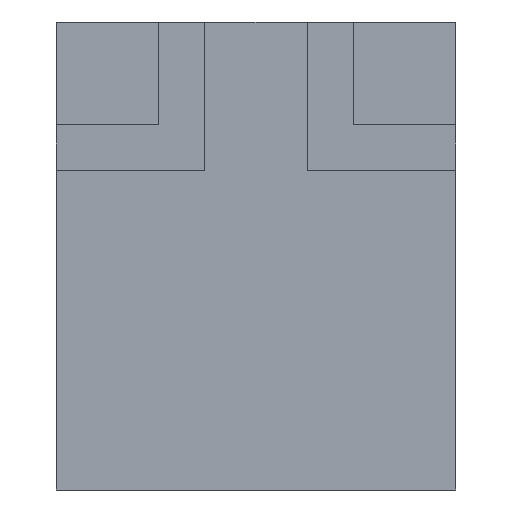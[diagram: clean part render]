
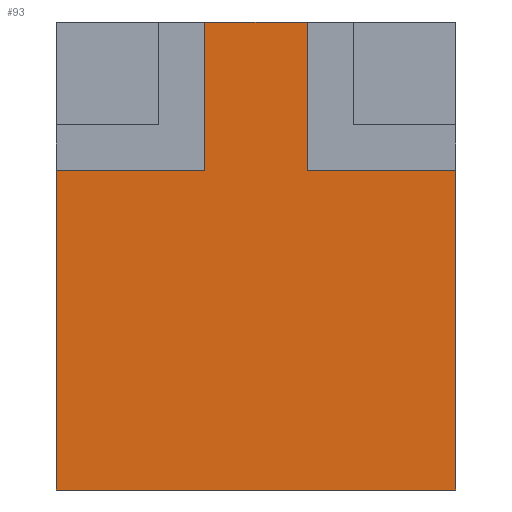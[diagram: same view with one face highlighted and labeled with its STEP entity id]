
A CAD part, front view. The second image highlights one B-rep face of the part: STEP entity #93.
In plain terms, the highlighted planar face has unit normal (0, -1, 0).
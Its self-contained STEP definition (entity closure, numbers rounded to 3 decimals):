
#93=ADVANCED_FACE('',(#3113),#3115,.F.);
#3113=FACE_BOUND('',#3114,.T.);
#3114=EDGE_LOOP('',(#8211,#8212,#8213,#8214,#8215,#8216,#8217,#8218));
#3115=PLANE('',#3116);
#3116=AXIS2_PLACEMENT_3D('',#3117,#3118,#3119);
#3117=CARTESIAN_POINT('',(-3.5,-1.8,8.2));
#3118=DIRECTION('',(0.,1.,0.));
#3119=DIRECTION('',(0.,-0.,1.));
#8211=ORIENTED_EDGE('',*,*,#9994,.F.);
#8212=ORIENTED_EDGE('',*,*,#9995,.F.);
#8213=ORIENTED_EDGE('',*,*,#9996,.F.);
#8214=ORIENTED_EDGE('',*,*,#9997,.F.);
#8215=ORIENTED_EDGE('',*,*,#9998,.F.);
#8216=ORIENTED_EDGE('',*,*,#9999,.F.);
#8217=ORIENTED_EDGE('',*,*,#9985,.T.);
#8218=ORIENTED_EDGE('',*,*,#10000,.T.);
#9985=EDGE_CURVE('',#11109,#11114,#11116,.T.);
#9994=EDGE_CURVE('',#11133,#11134,#11135,.T.);
#9995=EDGE_CURVE('',#11136,#11133,#11137,.T.);
#9996=EDGE_CURVE('',#11138,#11136,#11139,.T.);
#9997=EDGE_CURVE('',#11140,#11138,#11141,.T.);
#9998=EDGE_CURVE('',#11142,#11140,#11143,.T.);
#9999=EDGE_CURVE('',#11109,#11142,#11144,.T.);
#10000=EDGE_CURVE('',#11114,#11134,#11145,.T.);
#11109=VERTEX_POINT('',#15383);
#11114=VERTEX_POINT('',#15394);
#11116=LINE('',#15398,#15399);
#11133=VERTEX_POINT('',#15433);
#11134=VERTEX_POINT('',#15434);
#11135=LINE('',#15435,#15436);
#11136=VERTEX_POINT('',#15438);
#11137=LINE('',#15439,#15440);
#11138=VERTEX_POINT('',#15442);
#11139=LINE('',#15443,#15444);
#11140=VERTEX_POINT('',#15446);
#11141=LINE('',#15447,#15448);
#11142=VERTEX_POINT('',#15450);
#11143=LINE('',#15451,#15452);
#11144=LINE('',#15454,#15455);
#11145=LINE('',#15457,#15458);
#15383=CARTESIAN_POINT('',(-3.5,-1.8,5.6));
#15394=CARTESIAN_POINT('',(-3.5,-1.8,0.));
#15398=CARTESIAN_POINT('',(-3.5,-1.8,5.6));
#15399=VECTOR('',#15400,1.);
#15400=DIRECTION('',(0.,0.,-1.));
#15433=CARTESIAN_POINT('',(3.5,-1.8,5.6));
#15434=CARTESIAN_POINT('',(3.5,-1.8,0.));
#15435=CARTESIAN_POINT('',(3.5,-1.8,5.6));
#15436=VECTOR('',#15437,1.);
#15437=DIRECTION('',(0.,0.,-1.));
#15438=CARTESIAN_POINT('',(0.9,-1.8,5.6));
#15439=CARTESIAN_POINT('',(0.9,-1.8,5.6));
#15440=VECTOR('',#15441,1.);
#15441=DIRECTION('',(1.,0.,0.));
#15442=CARTESIAN_POINT('',(0.9,-1.8,8.2));
#15443=CARTESIAN_POINT('',(0.9,-1.8,8.2));
#15444=VECTOR('',#15445,1.);
#15445=DIRECTION('',(0.,0.,-1.));
#15446=CARTESIAN_POINT('',(-0.9,-1.8,8.2));
#15447=CARTESIAN_POINT('',(-0.9,-1.8,8.2));
#15448=VECTOR('',#15449,1.);
#15449=DIRECTION('',(1.,0.,0.));
#15450=CARTESIAN_POINT('',(-0.9,-1.8,5.6));
#15451=CARTESIAN_POINT('',(-0.9,-1.8,5.6));
#15452=VECTOR('',#15453,1.);
#15453=DIRECTION('',(0.,0.,1.));
#15454=CARTESIAN_POINT('',(-3.5,-1.8,5.6));
#15455=VECTOR('',#15456,1.);
#15456=DIRECTION('',(1.,0.,0.));
#15457=CARTESIAN_POINT('',(-3.5,-1.8,0.));
#15458=VECTOR('',#15459,1.);
#15459=DIRECTION('',(1.,0.,0.));
